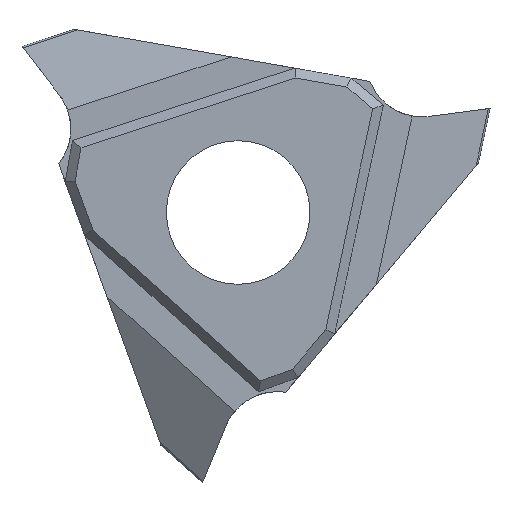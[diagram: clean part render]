
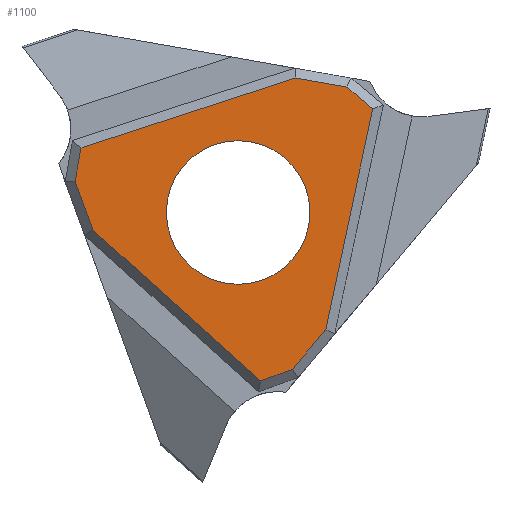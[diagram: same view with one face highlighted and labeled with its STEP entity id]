
A CAD part, left-side view. The second image highlights one B-rep face of the part: STEP entity #1100.
In plain terms, the highlighted planar face has unit normal (-1, 0, 0).
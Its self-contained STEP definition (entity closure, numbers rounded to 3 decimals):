
#275=DIRECTION('',(0.,0.342,0.94));
#276=VECTOR('',#275,1.627);
#277=CARTESIAN_POINT('',(-2.,4.55,-0.545));
#278=LINE('',#277,#276);
#279=DIRECTION('',(0.,-0.174,0.985));
#280=VECTOR('',#279,1.061);
#281=CARTESIAN_POINT('',(-2.,5.107,0.983));
#282=LINE('',#281,#280);
#283=DIRECTION('',(0.,-0.951,0.309));
#284=VECTOR('',#283,7.072);
#285=CARTESIAN_POINT('',(-2.,4.923,2.028));
#286=LINE('',#285,#284);
#287=DIRECTION('',(0.,-0.985,-0.174));
#288=VECTOR('',#287,1.627);
#289=CARTESIAN_POINT('',(-2.,-1.803,4.213));
#290=LINE('',#289,#288);
#291=DIRECTION('',(0.,-0.766,-0.643));
#292=VECTOR('',#291,1.061);
#293=CARTESIAN_POINT('',(-2.,-3.405,3.931));
#294=LINE('',#293,#292);
#295=DIRECTION('',(0.,0.208,-0.978));
#296=VECTOR('',#295,7.072);
#297=CARTESIAN_POINT('',(-2.,-4.218,3.249));
#298=LINE('',#297,#296);
#299=DIRECTION('',(0.,0.643,-0.766));
#300=VECTOR('',#299,1.627);
#301=CARTESIAN_POINT('',(-2.,-2.747,-3.668));
#302=LINE('',#301,#300);
#303=DIRECTION('',(0.,0.94,-0.342));
#304=VECTOR('',#303,1.061);
#305=CARTESIAN_POINT('',(-2.,-1.702,-4.914));
#306=LINE('',#305,#304);
#307=DIRECTION('',(0.,0.743,0.669));
#308=VECTOR('',#307,7.072);
#309=CARTESIAN_POINT('',(-2.,-0.705,-5.277));
#310=LINE('',#309,#308);
#311=CARTESIAN_POINT('',(-2.,0.,0.));
#312=DIRECTION('',(-1.,0.,0.));
#313=DIRECTION('',(0.,-0.174,0.985));
#314=AXIS2_PLACEMENT_3D('',#311,#312,#313);
#316=CARTESIAN_POINT('',(-2.,0.,0.));
#317=DIRECTION('',(-1.,0.,0.));
#318=DIRECTION('',(0.,0.174,-0.985));
#319=AXIS2_PLACEMENT_3D('',#316,#317,#318);
#554=CARTESIAN_POINT('',(-2.,-1.803,4.213));
#555=VERTEX_POINT('',#554);
#556=CARTESIAN_POINT('',(-2.,4.923,2.028));
#557=VERTEX_POINT('',#556);
#558=CARTESIAN_POINT('',(-2.,-3.405,3.931));
#559=VERTEX_POINT('',#558);
#560=CARTESIAN_POINT('',(-2.,-4.218,3.249));
#561=VERTEX_POINT('',#560);
#564=CARTESIAN_POINT('',(-2.,4.55,-0.545));
#565=CARTESIAN_POINT('',(-2.,5.107,0.983));
#566=VERTEX_POINT('',#564);
#567=VERTEX_POINT('',#565);
#568=CARTESIAN_POINT('',(-2.,-2.747,-3.668));
#569=VERTEX_POINT('',#568);
#570=CARTESIAN_POINT('',(-2.,-1.702,-4.914));
#571=VERTEX_POINT('',#570);
#572=CARTESIAN_POINT('',(-2.,-0.705,-5.277));
#573=VERTEX_POINT('',#572);
#574=CARTESIAN_POINT('',(-2.,-0.391,2.216));
#575=CARTESIAN_POINT('',(-2.,0.391,-2.216));
#576=VERTEX_POINT('',#574);
#577=VERTEX_POINT('',#575);
#1072=CARTESIAN_POINT('',(-2.,0.,0.));
#1073=DIRECTION('',(1.,0.,0.));
#1074=DIRECTION('',(0.,0.985,0.174));
#1075=AXIS2_PLACEMENT_3D('',#1072,#1073,#1074);
#1076=PLANE('',#1075);
#1078=ORIENTED_EDGE('',*,*,#1077,.T.);
#1080=ORIENTED_EDGE('',*,*,#1079,.T.);
#1081=ORIENTED_EDGE('',*,*,#1015,.T.);
#1082=ORIENTED_EDGE('',*,*,#1037,.T.);
#1083=ORIENTED_EDGE('',*,*,#1055,.T.);
#1085=ORIENTED_EDGE('',*,*,#1084,.T.);
#1087=ORIENTED_EDGE('',*,*,#1086,.T.);
#1089=ORIENTED_EDGE('',*,*,#1088,.T.);
#1091=ORIENTED_EDGE('',*,*,#1090,.T.);
#1092=EDGE_LOOP('',(#1078,#1080,#1081,#1082,#1083,#1085,#1087,#1089,#1091));
#1093=FACE_OUTER_BOUND('',#1092,.F.);
#1095=ORIENTED_EDGE('',*,*,#1094,.T.);
#1097=ORIENTED_EDGE('',*,*,#1096,.T.);
#1098=EDGE_LOOP('',(#1095,#1097));
#1099=FACE_BOUND('',#1098,.F.);
#315=CIRCLE('',#314,2.25);
#320=CIRCLE('',#319,2.25);
#1015=EDGE_CURVE('',#557,#555,#286,.T.);
#1037=EDGE_CURVE('',#555,#559,#290,.T.);
#1055=EDGE_CURVE('',#559,#561,#294,.T.);
#1077=EDGE_CURVE('',#566,#567,#278,.T.);
#1079=EDGE_CURVE('',#567,#557,#282,.T.);
#1084=EDGE_CURVE('',#561,#569,#298,.T.);
#1086=EDGE_CURVE('',#569,#571,#302,.T.);
#1088=EDGE_CURVE('',#571,#573,#306,.T.);
#1090=EDGE_CURVE('',#573,#566,#310,.T.);
#1094=EDGE_CURVE('',#576,#577,#315,.T.);
#1096=EDGE_CURVE('',#577,#576,#320,.T.);
#1100=ADVANCED_FACE('',(#1093,#1099),#1076,.F.);
